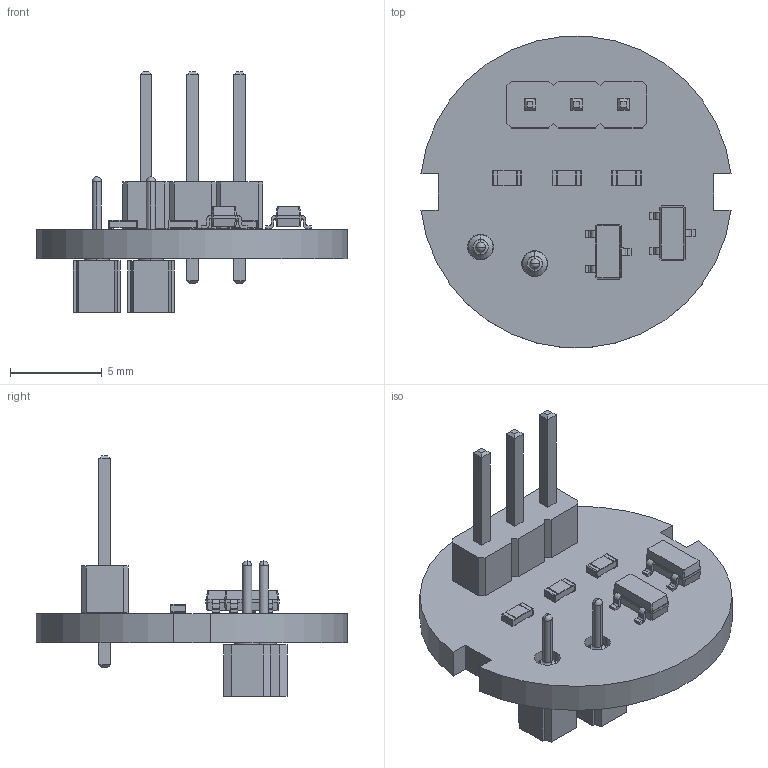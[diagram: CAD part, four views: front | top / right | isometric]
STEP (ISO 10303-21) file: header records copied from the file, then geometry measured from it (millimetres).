
FILE_DESCRIPTION(('KiCad electronic assembly'),'2;1');
FILE_NAME('TK-X90-Programming-2.step','2020-03-29T20:57:54',('An Author' ),('A Company'),'Open CASCADE STEP processor 7.4', 'KiCad to STEP converter','Unknown');
FILE_SCHEMA(('AUTOMOTIVE_DESIGN { 1 0 10303 214 1 1 1 1 }'));
Length unit declared in the file: millimetre
Products named in the file (10): Open CASCADE STEP translator 7.4 1; mill-max-310-13-101-41-001000; COMPOUND; SOT-23; SOLID; PinHeader_1x03_P2.54mm_Vertical; R_0603_1608Metric
Assembly tree (13 placements, depth 3):
  Open CASCADE STEP translator 7.4 1
    mill-max-310-13-101-41-001000  x2
      COMPOUND
    SOT-23  x2
      SOLID
    PinHeader_1x03_P2.54mm_Vertical
      SOLID
    R_0603_1608Metric  x3
      SOLID
    COMPOUND
Bounding box: 16.87 x 16.93 x 13.09 mm (x, y, z)
Volume: 447.3 mm3; surface area: 947 mm2
Topology: 11 solids, 11 shells, 412 faces, 994 edges, 612 vertices
Faces by surface type: plane 251, cylinder 83, bspline 54, cone 16, torus 4, sphere 4
Full cylindrical faces by diameter (mm): 1 x3, 1.4 x2
Entity records: 15859 total; most frequent: CARTESIAN_POINT 2899, DIRECTION 2122, LINE 1450, VECTOR 1450, ORIENTED_EDGE 1140, PCURVE 1140, DEFINITIONAL_REPRESENTATION 1140, EDGE_CURVE 570
